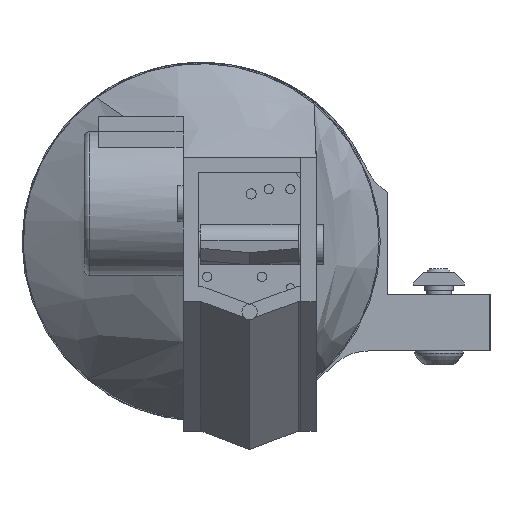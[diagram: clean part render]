
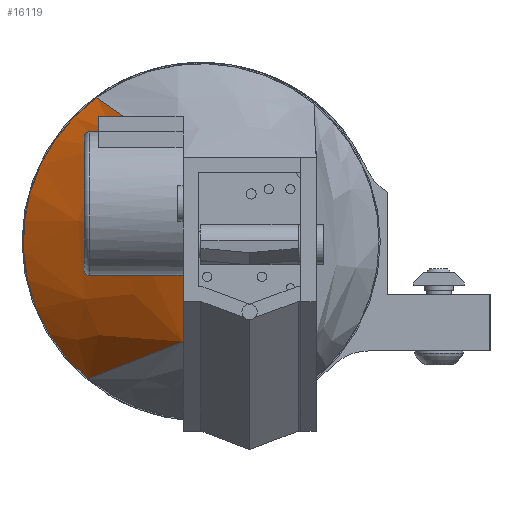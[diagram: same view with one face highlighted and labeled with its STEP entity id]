
A CAD part, front view. The second image highlights one B-rep face of the part: STEP entity #16119.
In plain terms, the highlighted free-form (B-spline) face has degree [3, 3] with [7, 4] control points.
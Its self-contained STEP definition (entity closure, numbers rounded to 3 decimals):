
#988=LINE('',#23595,#2284);
#996=LINE('',#23670,#2292);
#997=LINE('',#23700,#2293);
#2284=VECTOR('',#19007,30.104);
#2292=VECTOR('',#19021,29.677);
#2293=VECTOR('',#19024,10.);
#3787=CIRCLE('',#17524,34.75);
#4819=FACE_OUTER_BOUND('',#5759,.T.);
#5759=EDGE_LOOP('',(#11256,#11257,#11258,#11259));
#7334=VERTEX_POINT('',#23591);
#7336=VERTEX_POINT('',#23594);
#7343=VERTEX_POINT('',#23666);
#7344=VERTEX_POINT('',#23668);
#8877=EDGE_CURVE('',#7334,#7336,#988,.T.);
#8888=EDGE_CURVE('',#7343,#7344,#996,.T.);
#8889=EDGE_CURVE('',#7343,#7334,#3787,.T.);
#8890=EDGE_CURVE('',#7344,#7336,#997,.T.);
#11256=ORIENTED_EDGE('',*,*,#8889,.F.);
#11257=ORIENTED_EDGE('',*,*,#8888,.T.);
#11258=ORIENTED_EDGE('',*,*,#8890,.T.);
#11259=ORIENTED_EDGE('',*,*,#8877,.F.);
#15937=B_SPLINE_SURFACE_WITH_KNOTS('',3,3,((#23671,#23672,#23673,#23674),
(#23675,#23676,#23677,#23678),(#23679,#23680,#23681,#23682),(#23683,#23684,
#23685,#23686),(#23687,#23688,#23689,#23690),(#23691,#23692,#23693,#23694),
(#23695,#23696,#23697,#23698)),.UNSPECIFIED.,.F.,.F.,.F.,(4,1,1,1,4),(4,
4),(0.,0.286,0.571,0.857,1.),(0.,1.),
 .UNSPECIFIED.);
#16119=ADVANCED_FACE('',(#4819),#15937,.F.);
#17524=AXIS2_PLACEMENT_3D('',#23699,#19022,#19023);
#19007=DIRECTION('',(-0.561,-0.731,0.389));
#19021=DIRECTION('',(-0.625,-0.741,-0.244));
#19022=DIRECTION('center_axis',(0.,1.,0.));
#19023=DIRECTION('ref_axis',(1.,0.,0.));
#19024=DIRECTION('',(0.,0.,-1.));
#23591=CARTESIAN_POINT('',(20.426,-8.,-28.113));
#23594=CARTESIAN_POINT('',(3.537,-30.,-16.408));
#23595=CARTESIAN_POINT('',(20.426,-8.,-28.113));
#23666=CARTESIAN_POINT('',(22.096,-8.,26.82));
#23668=CARTESIAN_POINT('',(3.537,-30.,19.592));
#23670=CARTESIAN_POINT('',(22.096,-8.,26.82));
#23671=CARTESIAN_POINT('Ctrl Pts',(22.096,-8.,26.82));
#23672=CARTESIAN_POINT('Ctrl Pts',(15.91,-15.333,24.411));
#23673=CARTESIAN_POINT('Ctrl Pts',(9.723,-22.667,22.001));
#23674=CARTESIAN_POINT('Ctrl Pts',(3.537,-30.,19.592));
#23675=CARTESIAN_POINT('Ctrl Pts',(26.756,-8.,22.981));
#23676=CARTESIAN_POINT('Ctrl Pts',(19.015,-15.333,20.706));
#23677=CARTESIAN_POINT('Ctrl Pts',(11.277,-22.667,18.438));
#23678=CARTESIAN_POINT('Ctrl Pts',(3.537,-30.,16.163));
#23679=CARTESIAN_POINT('Ctrl Pts',(34.025,-8.,12.828));
#23680=CARTESIAN_POINT('Ctrl Pts',(23.862,-15.333,11.655));
#23681=CARTESIAN_POINT('Ctrl Pts',(13.7,-22.667,10.479));
#23682=CARTESIAN_POINT('Ctrl Pts',(3.537,-30.,9.306));
#23683=CARTESIAN_POINT('Ctrl Pts',(35.895,-8.,-5.821));
#23684=CARTESIAN_POINT('Ctrl Pts',(25.109,-15.333,-4.208));
#23685=CARTESIAN_POINT('Ctrl Pts',(14.322,-22.667,-2.592));
#23686=CARTESIAN_POINT('Ctrl Pts',(3.537,-30.,-0.98));
#23687=CARTESIAN_POINT('Ctrl Pts',(29.509,-8.,-20.065));
#23688=CARTESIAN_POINT('Ctrl Pts',(20.851,-15.333,-16.559));
#23689=CARTESIAN_POINT('Ctrl Pts',(12.195,-22.667,-13.057));
#23690=CARTESIAN_POINT('Ctrl Pts',(3.537,-30.,-9.551));
#23691=CARTESIAN_POINT('Ctrl Pts',(22.868,-8.,-26.339));
#23692=CARTESIAN_POINT('Ctrl Pts',(16.426,-15.333,-22.459));
#23693=CARTESIAN_POINT('Ctrl Pts',(9.978,-22.667,-18.574));
#23694=CARTESIAN_POINT('Ctrl Pts',(3.537,-30.,-14.694));
#23695=CARTESIAN_POINT('Ctrl Pts',(20.426,-8.,-28.113));
#23696=CARTESIAN_POINT('Ctrl Pts',(14.796,-15.333,-24.212));
#23697=CARTESIAN_POINT('Ctrl Pts',(9.166,-22.667,-20.31));
#23698=CARTESIAN_POINT('Ctrl Pts',(3.537,-30.,-16.408));
#23699=CARTESIAN_POINT('Origin',(0.,-8.,0.));
#23700=CARTESIAN_POINT('',(3.537,-30.,19.592));
